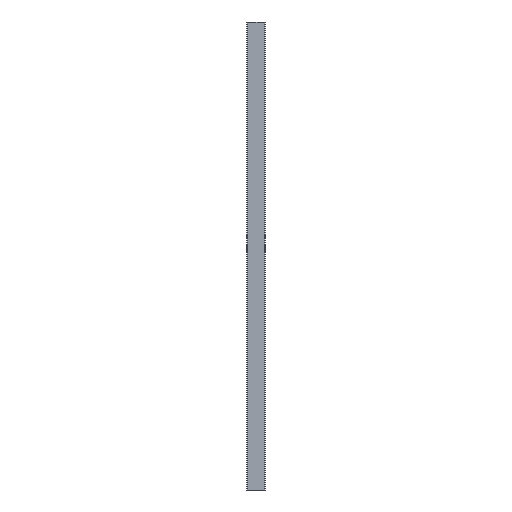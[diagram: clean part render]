
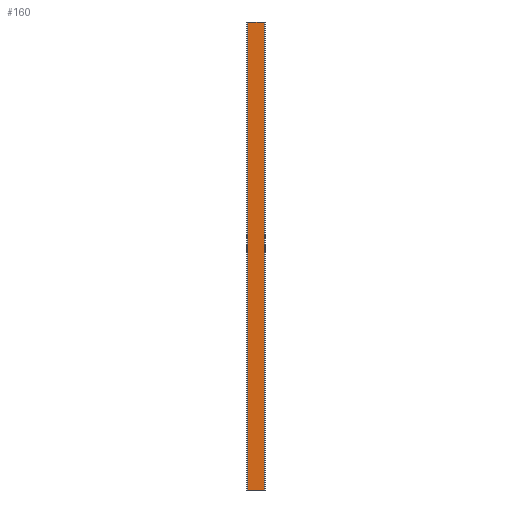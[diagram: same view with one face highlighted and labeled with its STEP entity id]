
A CAD part, left-side view. The second image highlights one B-rep face of the part: STEP entity #160.
In plain terms, the highlighted planar face has unit normal (-1, 0, 0).
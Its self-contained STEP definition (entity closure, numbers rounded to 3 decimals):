
#160 = ADVANCED_FACE ( 'NONE', ( #2964 ), #6828, .T. ) ;
#263 = CARTESIAN_POINT ( 'NONE',  ( -20., 18., 1000. ) ) ;
#716 = LINE ( 'NONE', #1302, #3575 ) ;
#740 = VECTOR ( 'NONE', #3339, 1000. ) ;
#839 = EDGE_CURVE ( 'NONE', #3579, #6064, #2180, .T. ) ;
#885 = DIRECTION ( 'NONE',  ( -1., 0., 0. ) ) ;
#990 = LINE ( 'NONE', #4297, #2262 ) ;
#1302 = CARTESIAN_POINT ( 'NONE',  ( -20., -18., 1000. ) ) ;
#1586 = VECTOR ( 'NONE', #4903, 1000. ) ;
#2180 = LINE ( 'NONE', #2837, #740 ) ;
#2262 = VECTOR ( 'NONE', #4852, 1000. ) ;
#2837 = CARTESIAN_POINT ( 'NONE',  ( -20., 0., 1000. ) ) ;
#2922 = DIRECTION ( 'NONE',  ( 0., 0., -1. ) ) ;
#2964 = FACE_OUTER_BOUND ( 'NONE', #6179, .T. ) ;
#2988 = ORIENTED_EDGE ( 'NONE', *, *, #5145, .T. ) ;
#3176 = LINE ( 'NONE', #3825, #1586 ) ;
#3339 = DIRECTION ( 'NONE',  ( 0., 1., 0. ) ) ;
#3410 = EDGE_CURVE ( 'NONE', #6073, #6886, #3176, .T. ) ;
#3491 = CARTESIAN_POINT ( 'NONE',  ( -20., -18., 0. ) ) ;
#3575 = VECTOR ( 'NONE', #2922, 1000. ) ;
#3579 = VERTEX_POINT ( 'NONE', #4616 ) ;
#3679 = ORIENTED_EDGE ( 'NONE', *, *, #3987, .F. ) ;
#3825 = CARTESIAN_POINT ( 'NONE',  ( -20., 0., 0. ) ) ;
#3987 = EDGE_CURVE ( 'NONE', #3579, #6073, #716, .T. ) ;
#4297 = CARTESIAN_POINT ( 'NONE',  ( -20., 18., 1000. ) ) ;
#4616 = CARTESIAN_POINT ( 'NONE',  ( -20., -18., 1000. ) ) ;
#4652 = ORIENTED_EDGE ( 'NONE', *, *, #839, .T. ) ;
#4671 = DIRECTION ( 'NONE',  ( 0., 0., 1. ) ) ;
#4852 = DIRECTION ( 'NONE',  ( 0., 0., -1. ) ) ;
#4903 = DIRECTION ( 'NONE',  ( 0., 1., 0. ) ) ;
#5145 = EDGE_CURVE ( 'NONE', #6064, #6886, #990, .T. ) ;
#5221 = ORIENTED_EDGE ( 'NONE', *, *, #3410, .F. ) ;
#5378 = CARTESIAN_POINT ( 'NONE',  ( -20., 18., 0. ) ) ;
#6064 = VERTEX_POINT ( 'NONE', #263 ) ;
#6073 = VERTEX_POINT ( 'NONE', #3491 ) ;
#6120 = AXIS2_PLACEMENT_3D ( 'NONE', #6849, #885, #4671 ) ;
#6179 = EDGE_LOOP ( 'NONE', ( #5221, #3679, #4652, #2988 ) ) ;
#6828 = PLANE ( 'NONE',  #6120 ) ;
#6849 = CARTESIAN_POINT ( 'NONE',  ( -20., 0., 1000. ) ) ;
#6886 = VERTEX_POINT ( 'NONE', #5378 ) ;
